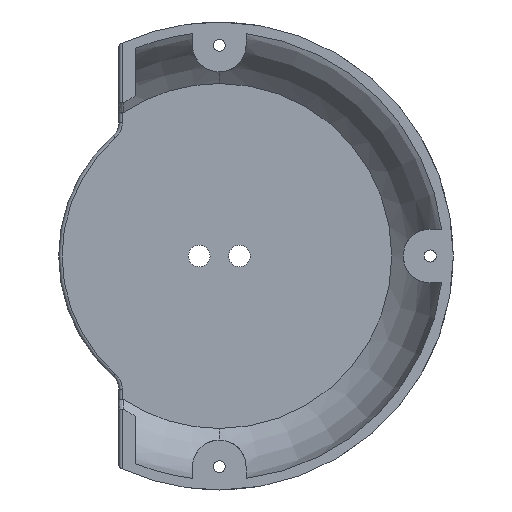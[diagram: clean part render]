
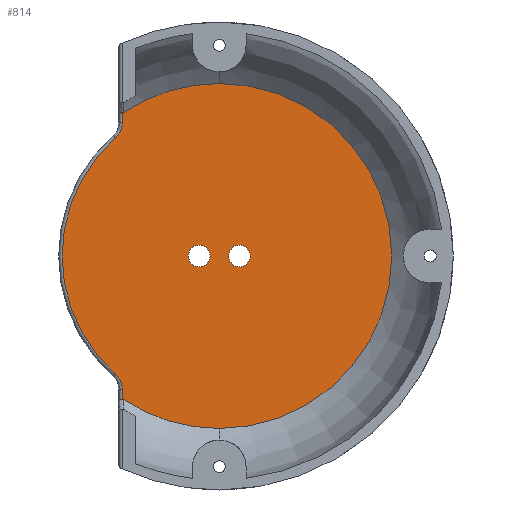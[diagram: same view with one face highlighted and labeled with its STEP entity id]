
A CAD part, front view. The second image highlights one B-rep face of the part: STEP entity #814.
In plain terms, the highlighted planar face has unit normal (0, -1, 0).
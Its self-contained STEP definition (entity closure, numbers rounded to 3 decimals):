
#24 = VERTEX_POINT ( 'NONE', #392 ) ;
#60 = ORIENTED_EDGE ( 'NONE', *, *, #435, .T. ) ;
#94 = EDGE_LOOP ( 'NONE', ( #60, #2489, #1870, #1198, #669, #213, #1899, #940, #2657, #759 ) ) ;
#115 = ORIENTED_EDGE ( 'NONE', *, *, #1165, .T. ) ;
#159 = EDGE_LOOP ( 'NONE', ( #2834, #115 ) ) ;
#169 = CARTESIAN_POINT ( 'NONE',  ( 0., 30., -51.555 ) ) ;
#179 = AXIS2_PLACEMENT_3D ( 'NONE', #2799, #1695, #291 ) ;
#184 = AXIS2_PLACEMENT_3D ( 'NONE', #1561, #426, #2510 ) ;
#194 = EDGE_CURVE ( 'NONE', #24, #2339, #1068, .T. ) ;
#213 = ORIENTED_EDGE ( 'NONE', *, *, #302, .T. ) ;
#247 = EDGE_CURVE ( 'NONE', #1777, #2505, #997, .T. ) ;
#291 = DIRECTION ( 'NONE',  ( 0., 0., 1. ) ) ;
#294 = FACE_BOUND ( 'NONE', #1853, .T. ) ;
#298 = CIRCLE ( 'NONE', #689, 47. ) ;
#302 = EDGE_CURVE ( 'NONE', #927, #2764, #455, .T. ) ;
#309 = DIRECTION ( 'NONE',  ( 0., 1., 0. ) ) ;
#311 = DIRECTION ( 'NONE',  ( 0., 1., 0. ) ) ;
#342 = CARTESIAN_POINT ( 'NONE',  ( 0., 30., 0. ) ) ;
#392 = CARTESIAN_POINT ( 'NONE',  ( -29., 30., -42.738 ) ) ;
#426 = DIRECTION ( 'NONE',  ( 0., 1., 0. ) ) ;
#435 = EDGE_CURVE ( 'NONE', #2339, #2988, #659, .T. ) ;
#455 = CIRCLE ( 'NONE', #2529, 6. ) ;
#472 = B_SPLINE_CURVE_WITH_KNOTS ( 'NONE', 3,
 ( #2845, #1693, #1333, #2726 ),
 .UNSPECIFIED., .F., .F.,
 ( 4, 4 ),
 ( 0., 0. ),
 .UNSPECIFIED. ) ;
#473 = LINE ( 'NONE', #1430, #2979 ) ;
#521 = AXIS2_PLACEMENT_3D ( 'NONE', #2733, #2504, #2126 ) ;
#525 = CARTESIAN_POINT ( 'NONE',  ( 0., 30., 0. ) ) ;
#552 = LINE ( 'NONE', #1247, #2678 ) ;
#553 = VERTEX_POINT ( 'NONE', #2812 ) ;
#578 = EDGE_CURVE ( 'NONE', #1791, #927, #473, .T. ) ;
#643 = CARTESIAN_POINT ( 'NONE',  ( 0., 30., 0. ) ) ;
#659 = CIRCLE ( 'NONE', #1817, 51.555 ) ;
#669 = ORIENTED_EDGE ( 'NONE', *, *, #578, .T. ) ;
#689 = AXIS2_PLACEMENT_3D ( 'NONE', #1858, #748, #1237 ) ;
#748 = DIRECTION ( 'NONE',  ( 0., -1., 0. ) ) ;
#749 = EDGE_CURVE ( 'NONE', #2505, #1791, #472, .T. ) ;
#759 = ORIENTED_EDGE ( 'NONE', *, *, #194, .T. ) ;
#767 = VERTEX_POINT ( 'NONE', #1365 ) ;
#803 = AXIS2_PLACEMENT_3D ( 'NONE', #525, #2100, #1444 ) ;
#814 = ADVANCED_FACE ( 'NONE', ( #889, #294, #2288 ), #1654, .F. ) ;
#824 = DIRECTION ( 'NONE',  ( 0., 0., 1. ) ) ;
#825 = CIRCLE ( 'NONE', #184, 3.25 ) ;
#889 = FACE_BOUND ( 'NONE', #159, .T. ) ;
#927 = VERTEX_POINT ( 'NONE', #2682 ) ;
#940 = ORIENTED_EDGE ( 'NONE', *, *, #2710, .T. ) ;
#953 = AXIS2_PLACEMENT_3D ( 'NONE', #342, #1931, #2621 ) ;
#997 = CIRCLE ( 'NONE', #803, 51.555 ) ;
#1034 = EDGE_CURVE ( 'NONE', #2593, #2515, #1254, .T. ) ;
#1068 = B_SPLINE_CURVE_WITH_KNOTS ( 'NONE', 3,
 ( #2532, #2801, #1433, #1217 ),
 .UNSPECIFIED., .F., .F.,
 ( 4, 4 ),
 ( 0., 0. ),
 .UNSPECIFIED. ) ;
#1106 = DIRECTION ( 'NONE',  ( 0., 0., 1. ) ) ;
#1131 = EDGE_CURVE ( 'NONE', #2764, #553, #298, .T. ) ;
#1155 = CARTESIAN_POINT ( 'NONE',  ( -29., 30., 42.738 ) ) ;
#1161 = VERTEX_POINT ( 'NONE', #1677 ) ;
#1162 = CIRCLE ( 'NONE', #521, 6. ) ;
#1165 = EDGE_CURVE ( 'NONE', #1161, #2143, #1180, .T. ) ;
#1180 = CIRCLE ( 'NONE', #1888, 3.25 ) ;
#1198 = ORIENTED_EDGE ( 'NONE', *, *, #749, .T. ) ;
#1217 = CARTESIAN_POINT ( 'NONE',  ( -28.675, 30., -42.844 ) ) ;
#1225 = CARTESIAN_POINT ( 'NONE',  ( -6., 30., 0. ) ) ;
#1237 = DIRECTION ( 'NONE',  ( 0., 0., 1. ) ) ;
#1247 = CARTESIAN_POINT ( 'NONE',  ( -29., 30., 0. ) ) ;
#1254 = CIRCLE ( 'NONE', #2936, 3.25 ) ;
#1293 = DIRECTION ( 'NONE',  ( 0., 0., -1. ) ) ;
#1333 = CARTESIAN_POINT ( 'NONE',  ( -28.884, 30., 42.738 ) ) ;
#1342 = CIRCLE ( 'NONE', #953, 51.555 ) ;
#1365 = CARTESIAN_POINT ( 'NONE',  ( -29., 30., -39.799 ) ) ;
#1375 = CARTESIAN_POINT ( 'NONE',  ( -28.675, 30., -42.844 ) ) ;
#1430 = CARTESIAN_POINT ( 'NONE',  ( -29., 30., 0. ) ) ;
#1433 = CARTESIAN_POINT ( 'NONE',  ( -28.772, 30., -42.779 ) ) ;
#1443 = CARTESIAN_POINT ( 'NONE',  ( -31.038, 30., 35.294 ) ) ;
#1444 = DIRECTION ( 'NONE',  ( 0., 0., -1. ) ) ;
#1561 = CARTESIAN_POINT ( 'NONE',  ( -6., 30., 0. ) ) ;
#1577 = DIRECTION ( 'NONE',  ( 0., 1., 0. ) ) ;
#1654 = PLANE ( 'NONE',  #179 ) ;
#1668 = EDGE_CURVE ( 'NONE', #767, #24, #552, .T. ) ;
#1677 = CARTESIAN_POINT ( 'NONE',  ( -6., 30., -3.25 ) ) ;
#1680 = ORIENTED_EDGE ( 'NONE', *, *, #1721, .T. ) ;
#1686 = EDGE_CURVE ( 'NONE', #2988, #1777, #1342, .T. ) ;
#1693 = CARTESIAN_POINT ( 'NONE',  ( -28.772, 30., 42.779 ) ) ;
#1695 = DIRECTION ( 'NONE',  ( 0., 1., 0. ) ) ;
#1721 = EDGE_CURVE ( 'NONE', #2515, #2593, #2003, .T. ) ;
#1777 = VERTEX_POINT ( 'NONE', #2655 ) ;
#1791 = VERTEX_POINT ( 'NONE', #1155 ) ;
#1817 = AXIS2_PLACEMENT_3D ( 'NONE', #643, #2281, #2266 ) ;
#1853 = EDGE_LOOP ( 'NONE', ( #1680, #2328 ) ) ;
#1855 = AXIS2_PLACEMENT_3D ( 'NONE', #2443, #311, #824 ) ;
#1858 = CARTESIAN_POINT ( 'NONE',  ( 0., 30., 0. ) ) ;
#1870 = ORIENTED_EDGE ( 'NONE', *, *, #247, .T. ) ;
#1888 = AXIS2_PLACEMENT_3D ( 'NONE', #1225, #2319, #1890 ) ;
#1890 = DIRECTION ( 'NONE',  ( 0., 0., 1. ) ) ;
#1899 = ORIENTED_EDGE ( 'NONE', *, *, #1131, .T. ) ;
#1931 = DIRECTION ( 'NONE',  ( 0., -1., 0. ) ) ;
#1942 = CARTESIAN_POINT ( 'NONE',  ( -35., 30., 39.799 ) ) ;
#1964 = CARTESIAN_POINT ( 'NONE',  ( -6., 30., 3.25 ) ) ;
#2003 = CIRCLE ( 'NONE', #1855, 3.25 ) ;
#2022 = CARTESIAN_POINT ( 'NONE',  ( 6., 30., -3.25 ) ) ;
#2100 = DIRECTION ( 'NONE',  ( 0., -1., 0. ) ) ;
#2126 = DIRECTION ( 'NONE',  ( 0., 0., 1. ) ) ;
#2143 = VERTEX_POINT ( 'NONE', #1964 ) ;
#2266 = DIRECTION ( 'NONE',  ( 0., 0., -1. ) ) ;
#2281 = DIRECTION ( 'NONE',  ( 0., -1., 0. ) ) ;
#2288 = FACE_OUTER_BOUND ( 'NONE', #94, .T. ) ;
#2319 = DIRECTION ( 'NONE',  ( 0., 1., 0. ) ) ;
#2328 = ORIENTED_EDGE ( 'NONE', *, *, #1034, .T. ) ;
#2339 = VERTEX_POINT ( 'NONE', #1375 ) ;
#2443 = CARTESIAN_POINT ( 'NONE',  ( 6., 30., 0. ) ) ;
#2489 = ORIENTED_EDGE ( 'NONE', *, *, #1686, .T. ) ;
#2504 = DIRECTION ( 'NONE',  ( 0., 1., 0. ) ) ;
#2505 = VERTEX_POINT ( 'NONE', #2671 ) ;
#2510 = DIRECTION ( 'NONE',  ( 0., 0., 1. ) ) ;
#2513 = DIRECTION ( 'NONE',  ( 0., 0., -1. ) ) ;
#2515 = VERTEX_POINT ( 'NONE', #2640 ) ;
#2529 = AXIS2_PLACEMENT_3D ( 'NONE', #1942, #309, #2898 ) ;
#2532 = CARTESIAN_POINT ( 'NONE',  ( -29., 30., -42.738 ) ) ;
#2593 = VERTEX_POINT ( 'NONE', #2022 ) ;
#2621 = DIRECTION ( 'NONE',  ( 0., 0., -1. ) ) ;
#2640 = CARTESIAN_POINT ( 'NONE',  ( 6., 30., 3.25 ) ) ;
#2655 = CARTESIAN_POINT ( 'NONE',  ( 0., 30., 51.555 ) ) ;
#2657 = ORIENTED_EDGE ( 'NONE', *, *, #1668, .T. ) ;
#2671 = CARTESIAN_POINT ( 'NONE',  ( -28.675, 30., 42.844 ) ) ;
#2678 = VECTOR ( 'NONE', #1293, 1000. ) ;
#2682 = CARTESIAN_POINT ( 'NONE',  ( -29., 30., 39.799 ) ) ;
#2699 = CARTESIAN_POINT ( 'NONE',  ( 6., 30., 0. ) ) ;
#2710 = EDGE_CURVE ( 'NONE', #553, #767, #1162, .T. ) ;
#2726 = CARTESIAN_POINT ( 'NONE',  ( -29., 30., 42.738 ) ) ;
#2733 = CARTESIAN_POINT ( 'NONE',  ( -35., 30., -39.799 ) ) ;
#2764 = VERTEX_POINT ( 'NONE', #1443 ) ;
#2799 = CARTESIAN_POINT ( 'NONE',  ( 0., 30., 0. ) ) ;
#2801 = CARTESIAN_POINT ( 'NONE',  ( -28.883, 30., -42.738 ) ) ;
#2812 = CARTESIAN_POINT ( 'NONE',  ( -31.038, 30., -35.294 ) ) ;
#2834 = ORIENTED_EDGE ( 'NONE', *, *, #2949, .T. ) ;
#2845 = CARTESIAN_POINT ( 'NONE',  ( -28.675, 30., 42.844 ) ) ;
#2898 = DIRECTION ( 'NONE',  ( 0., 0., 1. ) ) ;
#2936 = AXIS2_PLACEMENT_3D ( 'NONE', #2699, #1577, #1106 ) ;
#2949 = EDGE_CURVE ( 'NONE', #2143, #1161, #825, .T. ) ;
#2979 = VECTOR ( 'NONE', #2513, 1000. ) ;
#2988 = VERTEX_POINT ( 'NONE', #169 ) ;
